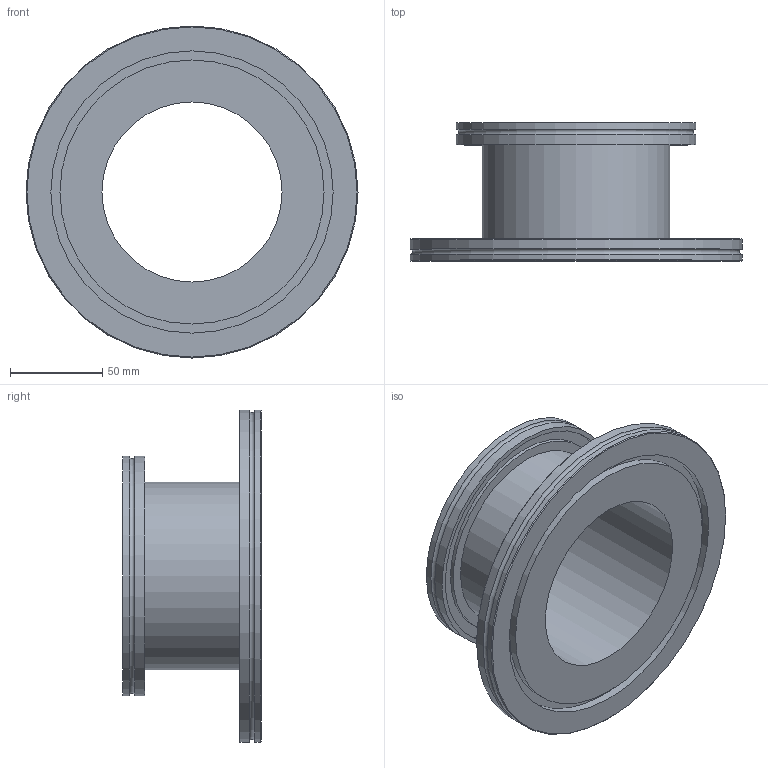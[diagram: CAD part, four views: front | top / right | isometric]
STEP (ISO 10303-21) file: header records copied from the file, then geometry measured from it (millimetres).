
FILE_DESCRIPTION(/* description */ (''),/* implementation_level */ '2;1');
FILE_NAME(/* name */ 'FL-SR160-100LF.stp',/* time_stamp */ '2018-11-12T14:00:17+00:00',/* author */ ('paul'),/* organization */ (''),/* preprocessor_version */ 'ST-DEVELOPER v17.2',/* originating_system */ 'Autodesk Inventor 2019',/* authorisation */ '');
FILE_SCHEMA (('AUTOMOTIVE_DESIGN { 1 0 10303 214 3 1 1 }'));
Length unit declared in the file: millimetre
Products named in the file (1): FL-SR160-100LF
Bounding box: 180 x 75 x 180 mm (x, y, z)
Volume: 289091.4 mm3; surface area: 106158.2 mm2
Topology: 1 solids, 1 shells, 29 faces, 77 edges, 59 vertices
Faces by surface type: cylinder 13, plane 11, cone 3, torus 2
Full cylindrical faces by diameter (mm): 97.6 x1, 101.6 x1, 102 x1, 113 x1, 125 x1, 130 x2, 143.2 x1, 153 x1, 163 x1, 175 x1, 180 x2
Entity records: 1021 total; most frequent: DIRECTION 198, CARTESIAN_POINT 166, ORIENTED_EDGE 154, AXIS2_PLACEMENT_3D 91, EDGE_CURVE 77, CIRCLE 61, VERTEX_POINT 59, EDGE_LOOP 40
